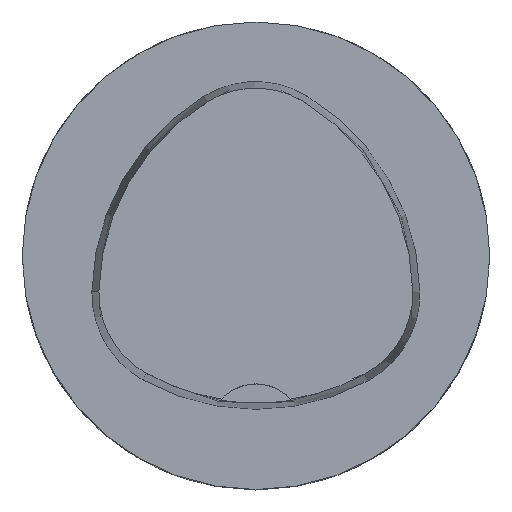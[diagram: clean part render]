
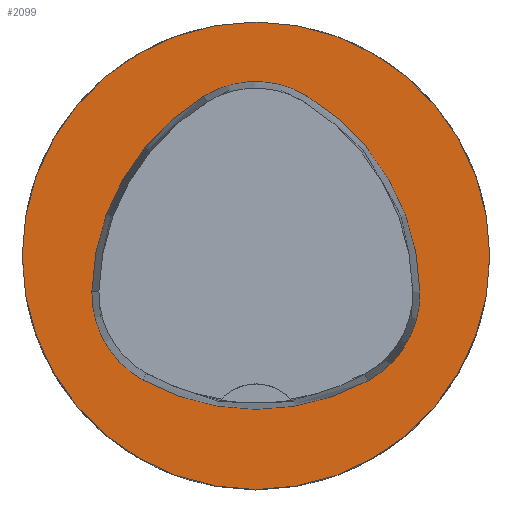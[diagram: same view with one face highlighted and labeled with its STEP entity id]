
A CAD part, top view. The second image highlights one B-rep face of the part: STEP entity #2099.
In plain terms, the highlighted planar face has unit normal (0, 0, 1).
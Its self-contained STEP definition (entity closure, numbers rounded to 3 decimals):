
#1704=FACE_BOUND('',#3176,.T.);
#1705=FACE_BOUND('',#3177,.T.);
#2099=ADVANCED_FACE('',(#1704,#1705),#2369,.T.);
#2369=PLANE('',#8213);
#3176=EDGE_LOOP('',(#5373,#5374,#5375,#5376,#5377,#5378));
#3177=EDGE_LOOP('',(#5379));
#5373=ORIENTED_EDGE('',*,*,#7281,.T.);
#5374=ORIENTED_EDGE('',*,*,#7261,.T.);
#5375=ORIENTED_EDGE('',*,*,#7265,.T.);
#5376=ORIENTED_EDGE('',*,*,#7268,.T.);
#5377=ORIENTED_EDGE('',*,*,#7271,.T.);
#5378=ORIENTED_EDGE('',*,*,#7279,.T.);
#5379=ORIENTED_EDGE('',*,*,#7284,.F.);
#6158=VERTEX_POINT('',#13462);
#6159=VERTEX_POINT('',#13463);
#6162=VERTEX_POINT('',#13471);
#6164=VERTEX_POINT('',#13477);
#6166=VERTEX_POINT('',#13483);
#6173=VERTEX_POINT('',#13504);
#6174=VERTEX_POINT('',#13514);
#7261=EDGE_CURVE('',#6158,#6159,#7506,.T.);
#7265=EDGE_CURVE('',#6159,#6162,#7508,.T.);
#7268=EDGE_CURVE('',#6162,#6164,#7510,.T.);
#7271=EDGE_CURVE('',#6164,#6166,#7512,.T.);
#7279=EDGE_CURVE('',#6166,#6173,#7516,.T.);
#7281=EDGE_CURVE('',#6173,#6158,#7518,.T.);
#7284=EDGE_CURVE('',#6174,#6174,#7521,.T.);
#7506=CIRCLE('',#8190,20.);
#7508=CIRCLE('',#8193,8.5);
#7510=CIRCLE('',#8196,20.);
#7512=CIRCLE('',#8199,8.5);
#7516=CIRCLE('',#8204,20.);
#7518=CIRCLE('',#8207,8.5);
#7521=CIRCLE('',#8212,20.);
#8190=AXIS2_PLACEMENT_3D('',#13461,#10057,#10058);
#8193=AXIS2_PLACEMENT_3D('',#13470,#10065,#10066);
#8196=AXIS2_PLACEMENT_3D('',#13476,#10072,#10073);
#8199=AXIS2_PLACEMENT_3D('',#13482,#10079,#10080);
#8204=AXIS2_PLACEMENT_3D('',#13505,#10091,#10092);
#8207=AXIS2_PLACEMENT_3D('',#13508,#10097,#10098);
#8212=AXIS2_PLACEMENT_3D('',#13513,#10107,#10108);
#8213=AXIS2_PLACEMENT_3D('',#13515,#10109,#10110);
#10057=DIRECTION('',(0.,0.,-1.));
#10058=DIRECTION('',(-1.,0.,0.));
#10065=DIRECTION('',(0.,0.,-1.));
#10066=DIRECTION('',(-1.,0.,0.));
#10072=DIRECTION('',(0.,0.,-1.));
#10073=DIRECTION('',(-1.,0.,0.));
#10079=DIRECTION('',(0.,0.,-1.));
#10080=DIRECTION('',(-1.,0.,0.));
#10091=DIRECTION('',(0.,0.,-1.));
#10092=DIRECTION('',(-1.,0.,0.));
#10097=DIRECTION('',(0.,0.,-1.));
#10098=DIRECTION('',(-1.,0.,0.));
#10107=DIRECTION('',(0.,0.,-1.));
#10108=DIRECTION('',(-1.,0.,0.));
#10109=DIRECTION('',(0.,0.,1.));
#10110=DIRECTION('',(1.,0.,0.));
#13461=CARTESIAN_POINT('',(5.955,-3.414,0.));
#13462=CARTESIAN_POINT('',(-14.041,-3.042,0.));
#13463=CARTESIAN_POINT('',(-4.472,13.653,0.));
#13470=CARTESIAN_POINT('',(-0.04,6.4,0.));
#13471=CARTESIAN_POINT('',(4.347,13.68,0.));
#13476=CARTESIAN_POINT('',(-5.976,-3.45,0.));
#13477=CARTESIAN_POINT('',(14.021,-3.075,0.));
#13482=CARTESIAN_POINT('',(5.522,-3.235,0.));
#13483=CARTESIAN_POINT('',(9.588,-10.699,0.));
#13504=CARTESIAN_POINT('',(-9.655,-10.639,0.));
#13505=CARTESIAN_POINT('',(0.022,6.864,0.));
#13508=CARTESIAN_POINT('',(-5.543,-3.2,0.));
#13513=CARTESIAN_POINT('',(0.,0.,0.));
#13514=CARTESIAN_POINT('',(-20.,0.,0.));
#13515=CARTESIAN_POINT('',(0.,0.,0.));
